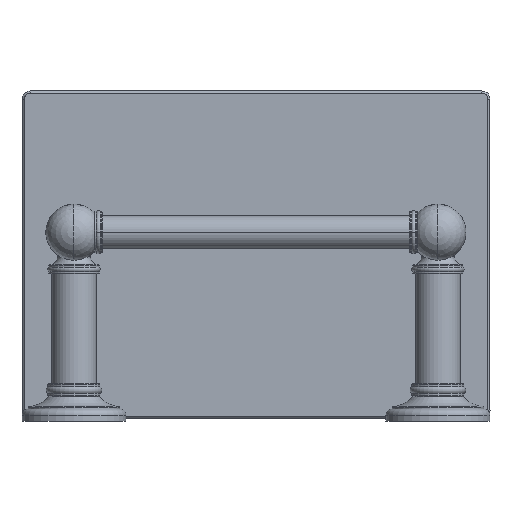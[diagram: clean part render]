
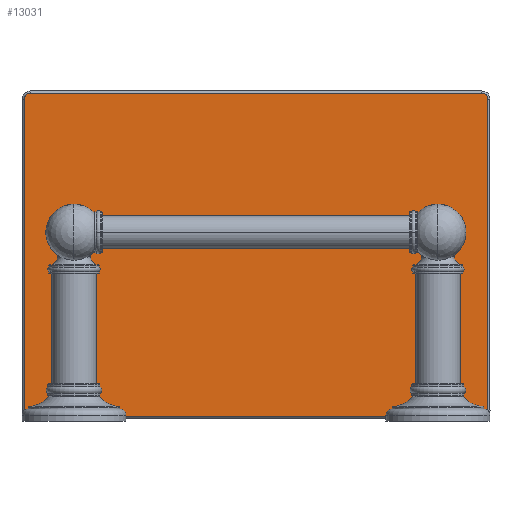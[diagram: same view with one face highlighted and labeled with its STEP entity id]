
A CAD part, front view. The second image highlights one B-rep face of the part: STEP entity #13031.
In plain terms, the highlighted planar face has unit normal (0, -1, 0).
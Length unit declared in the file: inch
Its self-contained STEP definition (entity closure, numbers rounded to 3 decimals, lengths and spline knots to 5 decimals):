
#12644=CARTESIAN_POINT('',(7.84449,1.48,
0.08858));
#12645=CARTESIAN_POINT('',(7.85493,1.48,
0.08858));
#12646=CARTESIAN_POINT('',(7.87507,1.48,
0.09125));
#12647=CARTESIAN_POINT('',(7.90411,1.48,
0.10313));
#12648=CARTESIAN_POINT('',(7.92896,1.48,
0.1222));
#12649=CARTESIAN_POINT('',(7.94804,1.48,
0.14708));
#12650=CARTESIAN_POINT('',(7.95993,1.48,
0.17607));
#12651=CARTESIAN_POINT('',(7.9626,1.48,
0.19624));
#12652=CARTESIAN_POINT('',(7.9626,1.48,
0.20669));
#12654=DIRECTION('',(1.,0.,0.));
#12655=VECTOR('',#12654,8.6811);
#12656=CARTESIAN_POINT('',(-0.83661,1.48,
0.08858));
#12657=LINE('',#12656,#12655);
#12658=CARTESIAN_POINT('',(-0.95472,1.48,
0.20669));
#12659=CARTESIAN_POINT('',(-0.95472,1.48,
0.19626));
#12660=CARTESIAN_POINT('',(-0.95206,1.48,
0.17611));
#12661=CARTESIAN_POINT('',(-0.94017,1.48,
0.14708));
#12662=CARTESIAN_POINT('',(-0.92111,1.48,0.12222));
#12663=CARTESIAN_POINT('',(-0.89623,1.48,
0.10314));
#12664=CARTESIAN_POINT('',(-0.86724,1.48,
0.09125));
#12665=CARTESIAN_POINT('',(-0.84707,1.48,
0.08858));
#12666=CARTESIAN_POINT('',(-0.83661,1.48,
0.08858));
#12668=DIRECTION('',(0.,0.,-1.));
#12669=VECTOR('',#12668,5.98425);
#12670=CARTESIAN_POINT('',(-0.95472,1.48,
6.19094));
#12671=LINE('',#12670,#12669);
#12672=CARTESIAN_POINT('',(-0.83661,1.48,
6.30906));
#12673=CARTESIAN_POINT('',(-0.84705,1.48,
6.30906));
#12674=CARTESIAN_POINT('',(-0.8672,1.48,
6.30639));
#12675=CARTESIAN_POINT('',(-0.89623,1.48,
6.2945));
#12676=CARTESIAN_POINT('',(-0.92109,1.48,
6.27544));
#12677=CARTESIAN_POINT('',(-0.94016,1.48,
6.25056));
#12678=CARTESIAN_POINT('',(-0.95206,1.48,
6.22157));
#12679=CARTESIAN_POINT('',(-0.95472,1.48,
6.2014));
#12680=CARTESIAN_POINT('',(-0.95472,1.48,
6.19094));
#12682=DIRECTION('',(-1.,0.,0.));
#12683=VECTOR('',#12682,8.6811);
#12684=CARTESIAN_POINT('',(7.84449,1.48,6.30906));
#12685=LINE('',#12684,#12683);
#12686=CARTESIAN_POINT('',(7.9626,1.48,6.19094));
#12687=CARTESIAN_POINT('',(7.9626,1.48,6.20138));
#12688=CARTESIAN_POINT('',(7.95993,1.48,6.22153));
#12689=CARTESIAN_POINT('',(7.94805,1.48,6.25056));
#12690=CARTESIAN_POINT('',(7.92898,1.48,6.27542));
#12691=CARTESIAN_POINT('',(7.9041,1.48,6.29449));
#12692=CARTESIAN_POINT('',(7.87511,1.48,6.30639));
#12693=CARTESIAN_POINT('',(7.85494,1.48,6.30906));
#12694=CARTESIAN_POINT('',(7.84449,1.48,6.30906));
#12696=DIRECTION('',(0.,0.,1.));
#12697=VECTOR('',#12696,5.98425);
#12698=CARTESIAN_POINT('',(7.9626,1.48,
0.20669));
#12699=LINE('',#12698,#12697);
#12986=VERTEX_POINT('',#12644);
#12987=VERTEX_POINT('',#12652);
#12990=CARTESIAN_POINT('',(7.9626,1.48,6.19094));
#12991=VERTEX_POINT('',#12990);
#12994=VERTEX_POINT('',#12694);
#12996=CARTESIAN_POINT('',(-0.83661,1.48,
6.30906));
#12997=VERTEX_POINT('',#12996);
#13000=VERTEX_POINT('',#12680);
#13002=CARTESIAN_POINT('',(-0.95472,1.48,
0.20669));
#13003=VERTEX_POINT('',#13002);
#13006=VERTEX_POINT('',#12666);
#13008=CARTESIAN_POINT('',(3.50394,1.48,3.19882));
#13009=DIRECTION('',(0.,1.,0.));
#13010=DIRECTION('',(-1.,0.,0.));
#13011=AXIS2_PLACEMENT_3D('',#13008,#13009,#13010);
#13012=PLANE('',#13011);
#13014=ORIENTED_EDGE('',*,*,#13013,.F.);
#13016=ORIENTED_EDGE('',*,*,#13015,.F.);
#13018=ORIENTED_EDGE('',*,*,#13017,.F.);
#13020=ORIENTED_EDGE('',*,*,#13019,.F.);
#13022=ORIENTED_EDGE('',*,*,#13021,.F.);
#13024=ORIENTED_EDGE('',*,*,#13023,.F.);
#13026=ORIENTED_EDGE('',*,*,#13025,.F.);
#13028=ORIENTED_EDGE('',*,*,#13027,.F.);
#13029=EDGE_LOOP('',(#13014,#13016,#13018,#13020,#13022,#13024,#13026,#13028));
#13030=FACE_OUTER_BOUND('',#13029,.F.);
#13031=ADVANCED_FACE('',(#13030),#13012,.F.);
#12653=B_SPLINE_CURVE_WITH_KNOTS('',3,(#12644,#12645,#12646,#12647,#12648,
#12649,#12650,#12651,#12652),.UNSPECIFIED.,.F.,.F.,(4,1,1,1,1,1,4),(0.,
0.16667,0.33333,0.5,0.66667,0.83333,
1.),.UNSPECIFIED.);
#12667=B_SPLINE_CURVE_WITH_KNOTS('',3,(#12658,#12659,#12660,#12661,#12662,
#12663,#12664,#12665,#12666),.UNSPECIFIED.,.F.,.F.,(4,1,1,1,1,1,4),(0.,
0.16667,0.33333,0.5,0.66667,0.83333,
1.),.UNSPECIFIED.);
#12681=B_SPLINE_CURVE_WITH_KNOTS('',3,(#12672,#12673,#12674,#12675,#12676,
#12677,#12678,#12679,#12680),.UNSPECIFIED.,.F.,.F.,(4,1,1,1,1,1,4),(0.,
0.16667,0.33333,0.5,0.66667,0.83333,
1.),.UNSPECIFIED.);
#12695=B_SPLINE_CURVE_WITH_KNOTS('',3,(#12686,#12687,#12688,#12689,#12690,
#12691,#12692,#12693,#12694),.UNSPECIFIED.,.F.,.F.,(4,1,1,1,1,1,4),(0.,
0.16667,0.33333,0.5,0.66667,0.83333,
1.),.UNSPECIFIED.);
#13013=EDGE_CURVE('',#12986,#12987,#12653,.T.);
#13015=EDGE_CURVE('',#13006,#12986,#12657,.T.);
#13017=EDGE_CURVE('',#13003,#13006,#12667,.T.);
#13019=EDGE_CURVE('',#13000,#13003,#12671,.T.);
#13021=EDGE_CURVE('',#12997,#13000,#12681,.T.);
#13023=EDGE_CURVE('',#12994,#12997,#12685,.T.);
#13025=EDGE_CURVE('',#12991,#12994,#12695,.T.);
#13027=EDGE_CURVE('',#12987,#12991,#12699,.T.);
